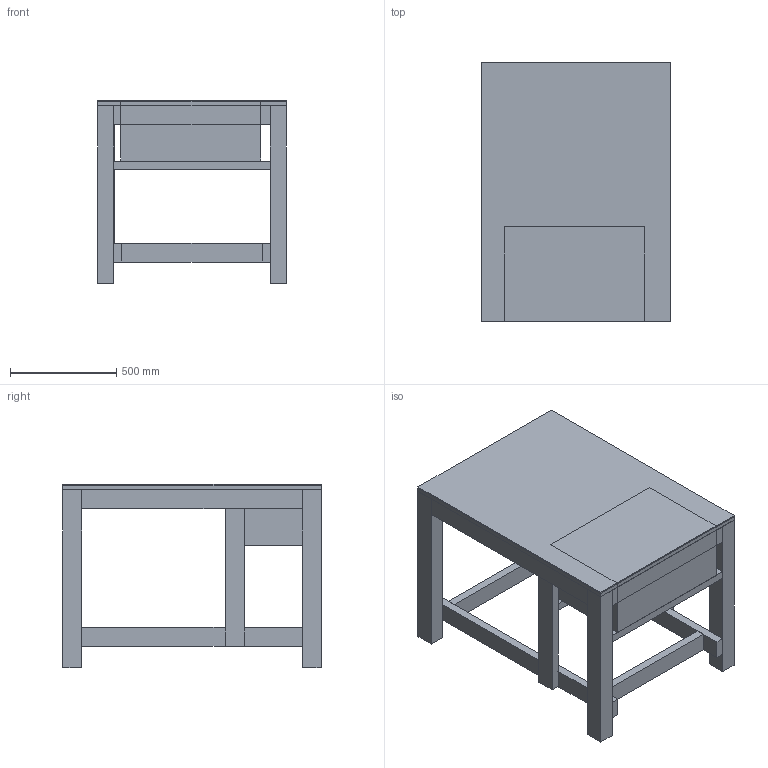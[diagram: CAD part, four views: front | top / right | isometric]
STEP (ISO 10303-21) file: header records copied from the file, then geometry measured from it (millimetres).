
FILE_DESCRIPTION(/* description */ (''),/* implementation_level */ '2;1');
FILE_NAME(/* name */ 'Work Bench v4.step',/* time_stamp */ '2022-04-23T13:13:39-05:00',/* author */ (''),/* organization */ (''),/* preprocessor_version */ 'ST-DEVELOPER v18.1',/* originating_system */ 'Autodesk Translation Framework v10.14.0.1471',/* authorisation */ '');
FILE_SCHEMA (('AUTOMOTIVE_DESIGN { 1 0 10303 214 3 1 1 }'));
Length unit declared in the file: inch
Products named in the file (9): Work Bench; Component1; Component2; Component3; Component4; Component5; Component6; Component7; Component8
Assembly tree (8 placements, depth 2):
  Work Bench
    Component1
    Component2
    Component3
    Component4
    Component5
    Component6
    Component7
    Component8
Bounding box: 889 x 1219.59 x 863.64 mm (x, y, z)
Volume: 168881461.9 mm3; surface area: 9496602.8 mm2
Topology: 17 solids, 17 shells, 112 faces, 228 edges, 152 vertices
Faces by surface type: plane 112
Entity records: 3185 total; most frequent: CARTESIAN_POINT 510, DIRECTION 488, ORIENTED_EDGE 456, LINE 228, VECTOR 228, EDGE_CURVE 228, VERTEX_POINT 152, AXIS2_PLACEMENT_3D 130
